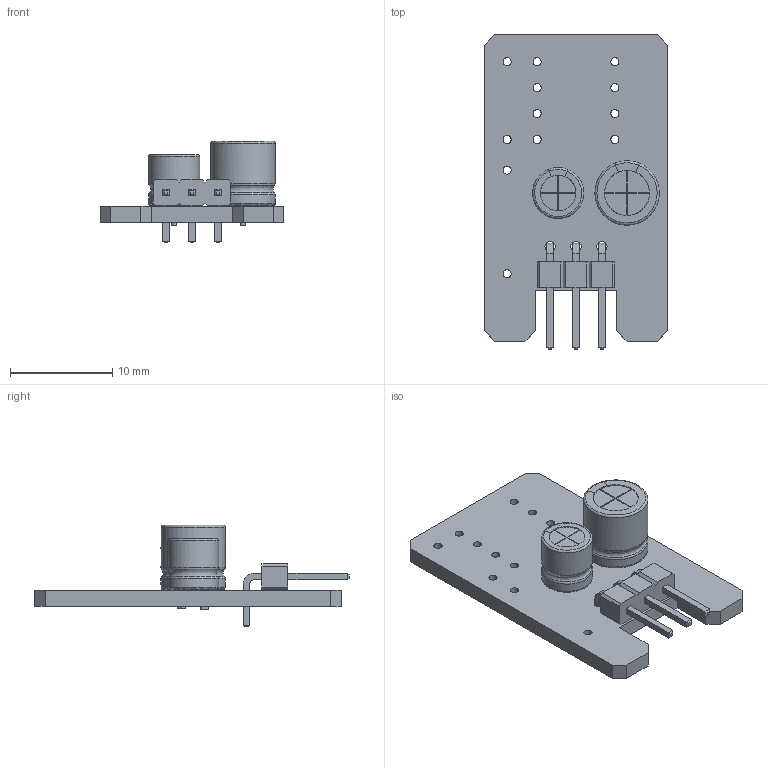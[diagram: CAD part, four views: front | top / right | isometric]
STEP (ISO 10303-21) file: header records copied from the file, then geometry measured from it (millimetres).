
FILE_DESCRIPTION(('KiCad electronic assembly'),'2;1');
FILE_NAME('dual_cr1750_charge_pump.step','2021-11-11T23:29:02',( 'An Author'),('A Company'),'Open CASCADE STEP processor 6.9', 'KiCad to STEP converter','Unknown');
FILE_SCHEMA(('AUTOMOTIVE_DESIGN { 1 0 10303 214 1 1 1 1 }'));
Length unit declared in the file: millimetre
Products named in the file (11): Open CASCADE STEP translator 6.9 1; D_DO-35_SOD27_P7.62mm_Horizontal; CP_Radial_D6.3mm_P2.50mm; SOLID; DIP-8_W7.62mm; R_Axial_DIN0207_L6.3mm_D2.5mm_P10.16mm_Horizontal; CP_Radial_D5.0mm_P2.00mm; Pin_Header_Angled_1x03_Pitch2.54mm; COMPOUND
Assembly tree (10 placements, depth 3):
  Open CASCADE STEP translator 6.9 1
    D_DO-35_SOD27_P7.62mm_Horizontal
    CP_Radial_D6.3mm_P2.50mm
      SOLID
    DIP-8_W7.62mm
    R_Axial_DIN0207_L6.3mm_D2.5mm_P10.16mm_Horizontal
    CP_Radial_D5.0mm_P2.00mm
      SOLID
    Pin_Header_Angled_1x03_Pitch2.54mm
      SOLID
    COMPOUND
Bounding box: 18 x 30.79 x 9.94 mm (x, y, z)
Volume: 1122.8 mm3; surface area: 1775.4 mm2
Topology: 4 solids, 6 shells, 218 faces, 538 edges, 343 vertices
Faces by surface type: plane 144, cylinder 51, bspline 10, revolution 9, torus 4
Full cylindrical faces by diameter (mm): 0.5 x4, 0.8 x16, 1 x3
Entity records: 16851 total; most frequent: CARTESIAN_POINT 4371, DIRECTION 2074, LINE 1261, VECTOR 1261, ORIENTED_EDGE 1076, PCURVE 1076, DEFINITIONAL_REPRESENTATION 1076, EDGE_CURVE 538
